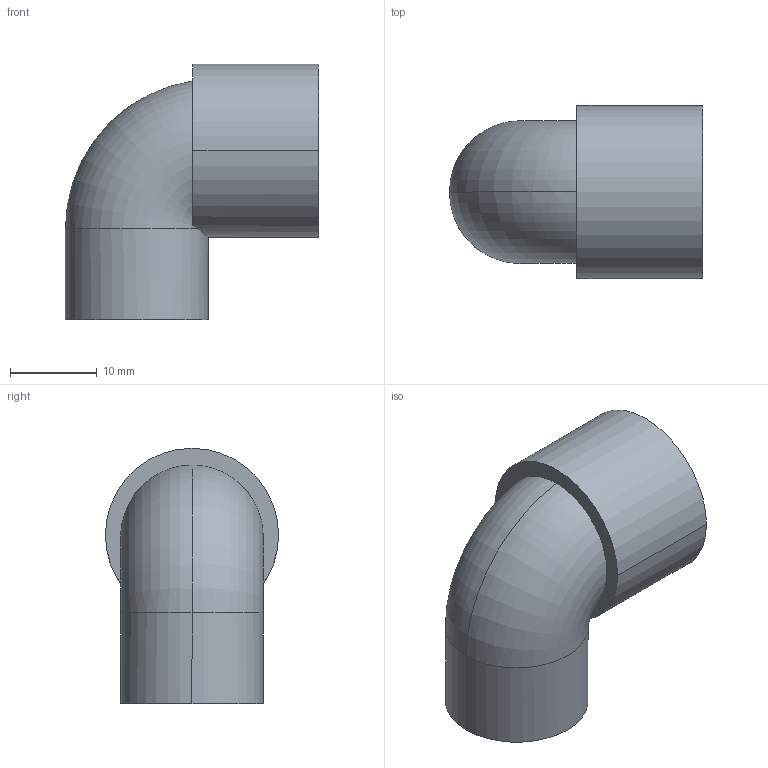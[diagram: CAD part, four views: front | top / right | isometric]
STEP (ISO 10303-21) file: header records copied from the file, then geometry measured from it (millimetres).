
FILE_DESCRIPTION(('STEP AP214'),'1');
FILE_NAME('cctmp_7C205959-1B1A-4C00-AB4B-73752682A089_2022_03_09_11_34_04_0268..stp','2022-03-09T10:34:04',('Praher Valves GmbH'),('CADClick - www.CADClick.com'),'Spatial InterOp 3D',' ','unknown authorization');
FILE_SCHEMA(('AUTOMOTIVE_DESIGN'));
Length unit declared in the file: millimetre
Products named in the file (1): 72226
Bounding box: 29.25 x 20 x 29.5 mm (x, y, z)
Volume: 5637.2 mm3; surface area: 3775.6 mm2
Topology: 1 solids, 1 shells, 17 faces, 38 edges, 25 vertices
Faces by surface type: cylinder 8, plane 5, torus 4
Entity records: 976 total; most frequent: CARTESIAN_POINT 429, DIRECTION 84, ORIENTED_EDGE 76, AXIS2_PLACEMENT_3D 38, EDGE_CURVE 38, VERTEX_POINT 25, EDGE_LOOP 21, CIRCLE 20
